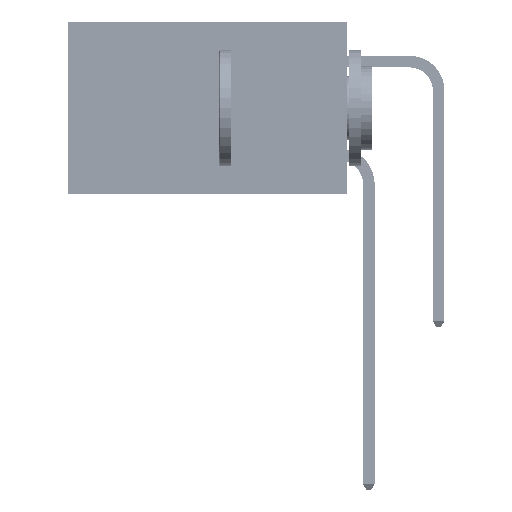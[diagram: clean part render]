
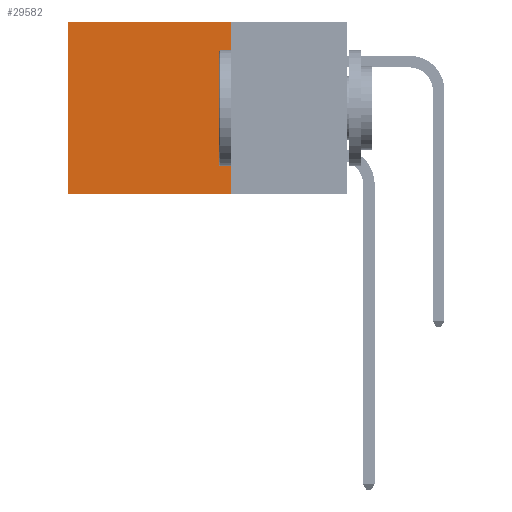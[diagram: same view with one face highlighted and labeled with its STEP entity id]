
A CAD part, left-side view. The second image highlights one B-rep face of the part: STEP entity #29582.
In plain terms, the highlighted planar face has unit normal (-1, 0, 0).
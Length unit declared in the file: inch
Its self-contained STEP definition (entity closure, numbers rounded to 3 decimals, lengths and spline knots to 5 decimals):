
#1584 = VECTOR ( 'NONE', #45077, 39.37008 ) ;
#2189 = ORIENTED_EDGE ( 'NONE', *, *, #16212, .F. ) ;
#5406 = LINE ( 'NONE', #38078, #34541 ) ;
#6405 = VECTOR ( 'NONE', #43717, 39.37008 ) ;
#10204 = ORIENTED_EDGE ( 'NONE', *, *, #28906, .T. ) ;
#12509 = CARTESIAN_POINT ( 'NONE',  ( 0.2875, 0.25, 0. ) ) ;
#12696 = PLANE ( 'NONE',  #38377 ) ;
#13009 = LINE ( 'NONE', #14475, #6405 ) ;
#14475 = CARTESIAN_POINT ( 'NONE',  ( 0.2875, 0.25, 0. ) ) ;
#14987 = EDGE_LOOP ( 'NONE', ( #10204, #2189, #25777, #53451 ) ) ;
#16212 = EDGE_CURVE ( 'NONE', #34273, #53138, #5406, .T. ) ;
#16464 = CARTESIAN_POINT ( 'NONE',  ( 0.2875, 0.6, 0. ) ) ;
#19541 = CARTESIAN_POINT ( 'NONE',  ( 0.2875, 0.25, 0. ) ) ;
#24168 = CARTESIAN_POINT ( 'NONE',  ( 0.2875, 0.6, -0.37 ) ) ;
#24517 = CARTESIAN_POINT ( 'NONE',  ( 0.2875, 0.6, 0. ) ) ;
#24941 = EDGE_CURVE ( 'NONE', #41684, #45241, #13009, .T. ) ;
#25777 = ORIENTED_EDGE ( 'NONE', *, *, #31255, .F. ) ;
#28649 = CARTESIAN_POINT ( 'NONE',  ( 0.2875, 0.25, 0. ) ) ;
#28906 = EDGE_CURVE ( 'NONE', #45241, #53138, #48936, .T. ) ;
#29582 = ADVANCED_FACE ( 'NONE', ( #36923 ), #12696, .F. ) ;
#30645 = CARTESIAN_POINT ( 'NONE',  ( 0.2875, 0.25, -0.37 ) ) ;
#31255 = EDGE_CURVE ( 'NONE', #41684, #34273, #47222, .T. ) ;
#33032 = VECTOR ( 'NONE', #54414, 39.37008 ) ;
#34273 = VERTEX_POINT ( 'NONE', #30645 ) ;
#34541 = VECTOR ( 'NONE', #46963, 39.37008 ) ;
#36923 = FACE_OUTER_BOUND ( 'NONE', #14987, .T. ) ;
#38078 = CARTESIAN_POINT ( 'NONE',  ( 0.2875, 0.25, -0.37 ) ) ;
#38377 = AXIS2_PLACEMENT_3D ( 'NONE', #12509, #50643, #42136 ) ;
#41684 = VERTEX_POINT ( 'NONE', #28649 ) ;
#42136 = DIRECTION ( 'NONE',  ( 0., 0., -1. ) ) ;
#43717 = DIRECTION ( 'NONE',  ( 0., 1., 0. ) ) ;
#45077 = DIRECTION ( 'NONE',  ( 0., 0., -1. ) ) ;
#45241 = VERTEX_POINT ( 'NONE', #24517 ) ;
#46963 = DIRECTION ( 'NONE',  ( 0., 1., 0. ) ) ;
#47222 = LINE ( 'NONE', #19541, #1584 ) ;
#48936 = LINE ( 'NONE', #16464, #33032 ) ;
#50643 = DIRECTION ( 'NONE',  ( 1., 0., 0. ) ) ;
#53138 = VERTEX_POINT ( 'NONE', #24168 ) ;
#53451 = ORIENTED_EDGE ( 'NONE', *, *, #24941, .T. ) ;
#54414 = DIRECTION ( 'NONE',  ( 0., 0., -1. ) ) ;
